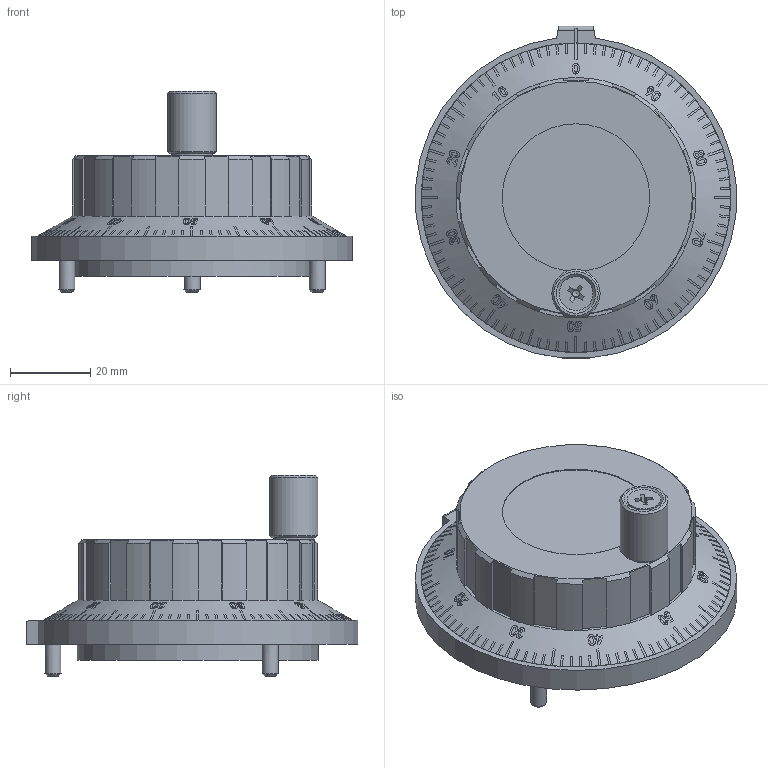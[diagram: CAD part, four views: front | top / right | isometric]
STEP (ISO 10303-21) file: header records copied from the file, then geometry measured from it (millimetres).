
FILE_DESCRIPTION((' '),'2;1');
FILE_NAME( 'InduCoder ESO77-4-0100-05-D-RK.stp', '2022-08-31T08:47:26', (' '), ('--- Datakit www.datakit.com---'), ' Datakit CrossCadWare V2022.3 Jun 15 2022', 'DATAKIT 2022 (c)', ' ');
FILE_SCHEMA(('AP242_MANAGED_MODEL_BASED_3D_ENGINEERING_MIM_LF { 1 0 10303 442 1 1 4 }'));
Length unit declared in the file: millimetre
Products named in the file (1): InduCoder ESO77-4-0100-05-D-RK
Bounding box: 79.81 x 82.56 x 50 mm (x, y, z)
Volume: 102723.8 mm3; surface area: 17211.6 mm2
Topology: 5 solids, 5 shells, 301 faces, 1014 edges, 864 vertices
Faces by surface type: cone 157, plane 113, cylinder 30, torus 1
Full cylindrical faces by diameter (mm): 4 x7, 4.3 x1, 8.4 x1, 10 x1, 12 x1, 36.7 x1, 60 x1
Entity records: 13829 total; most frequent: CARTESIAN_POINT 5566, ORIENTED_EDGE 1950, DIRECTION 1010, EDGE_CURVE 975, VERTEX_POINT 854, B_SPLINE_CURVE_WITH_KNOTS 680, EDGE_LOOP 467, AXIS2_PLACEMENT_3D 414
